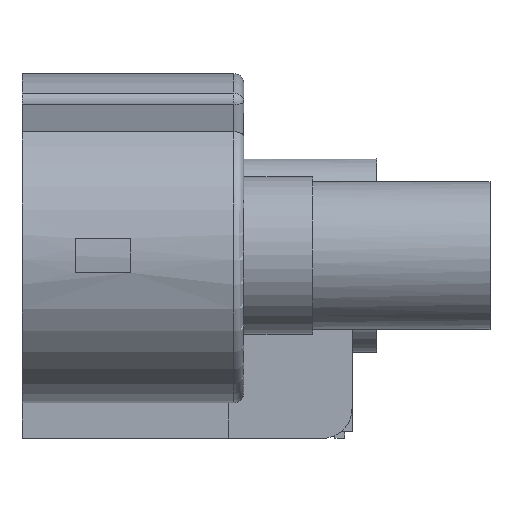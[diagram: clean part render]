
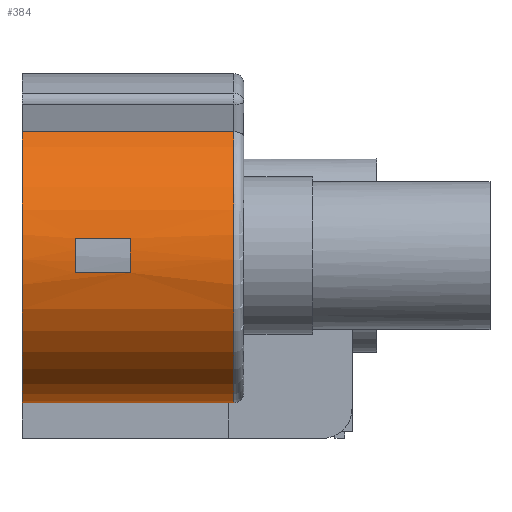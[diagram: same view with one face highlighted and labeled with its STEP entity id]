
A CAD part, left-side view. The second image highlights one B-rep face of the part: STEP entity #384.
In plain terms, the highlighted cylindrical face has radius 14.925 mm (diameter 29.85 mm), a partial arc.
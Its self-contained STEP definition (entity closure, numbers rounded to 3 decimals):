
#79=CYLINDRICAL_SURFACE('',#3745,14.925);
#384=ADVANCED_FACE('',(#612,#613),#79,.T.);
#612=FACE_BOUND('',#751,.T.);
#613=FACE_BOUND('',#752,.T.);
#751=EDGE_LOOP('',(#2295,#2296,#2297,#2298));
#752=EDGE_LOOP('',(#2299,#2300,#2301,#2302));
#1092=LINE('',#5503,#1480);
#1094=LINE('',#5509,#1482);
#1131=LINE('',#5602,#1519);
#1133=LINE('',#5605,#1521);
#1480=VECTOR('',#4430,1.);
#1482=VECTOR('',#4438,1.);
#1519=VECTOR('',#4535,1.);
#1521=VECTOR('',#4539,1.);
#2295=ORIENTED_EDGE('',*,*,#3320,.T.);
#2296=ORIENTED_EDGE('',*,*,#3243,.F.);
#2297=ORIENTED_EDGE('',*,*,#3318,.F.);
#2298=ORIENTED_EDGE('',*,*,#3321,.F.);
#2299=ORIENTED_EDGE('',*,*,#3270,.F.);
#2300=ORIENTED_EDGE('',*,*,#3268,.F.);
#2301=ORIENTED_EDGE('',*,*,#3266,.F.);
#2302=ORIENTED_EDGE('',*,*,#3271,.T.);
#2834=VERTEX_POINT('',#5451);
#2835=VERTEX_POINT('',#5453);
#2843=VERTEX_POINT('',#5496);
#2844=VERTEX_POINT('',#5498);
#2845=VERTEX_POINT('',#5502);
#2846=VERTEX_POINT('',#5506);
#2864=VERTEX_POINT('',#5566);
#2873=VERTEX_POINT('',#5606);
#3243=EDGE_CURVE('',#2834,#2835,#3498,.T.);
#3266=EDGE_CURVE('',#2844,#2843,#3504,.T.);
#3268=EDGE_CURVE('',#2843,#2845,#1092,.T.);
#3270=EDGE_CURVE('',#2845,#2846,#3505,.T.);
#3271=EDGE_CURVE('',#2844,#2846,#1094,.T.);
#3318=EDGE_CURVE('',#2864,#2834,#1131,.T.);
#3320=EDGE_CURVE('',#2873,#2835,#1133,.T.);
#3321=EDGE_CURVE('',#2873,#2864,#3516,.T.);
#3498=CIRCLE('',#3688,14.925);
#3504=CIRCLE('',#3708,14.925);
#3505=CIRCLE('',#3711,14.925);
#3516=CIRCLE('',#3744,14.925);
#3688=AXIS2_PLACEMENT_3D('',#5452,#4368,#4369);
#3708=AXIS2_PLACEMENT_3D('',#5499,#4425,#4426);
#3711=AXIS2_PLACEMENT_3D('',#5507,#4434,#4435);
#3744=AXIS2_PLACEMENT_3D('',#5607,#4540,#4541);
#3745=AXIS2_PLACEMENT_3D('',#5608,#4542,#4543);
#4368=DIRECTION('',(0.,1.,0.));
#4369=DIRECTION('',(0.,0.,-1.));
#4425=DIRECTION('',(0.,1.,0.));
#4426=DIRECTION('',(-0.993,0.,-0.117));
#4430=DIRECTION('',(0.,1.,0.));
#4434=DIRECTION('',(0.,-1.,0.));
#4435=DIRECTION('',(-0.993,0.,0.117));
#4438=DIRECTION('',(0.,1.,0.));
#4535=DIRECTION('',(0.,1.,0.));
#4539=DIRECTION('',(0.,1.,0.));
#4540=DIRECTION('',(0.,-1.,0.));
#4541=DIRECTION('',(-0.54,0.,0.842));
#4542=DIRECTION('',(0.,1.,0.));
#4543=DIRECTION('',(0.003,0.,-1.));
#5451=CARTESIAN_POINT('',(-9.575,22.5,-14.925));
#5452=CARTESIAN_POINT('',(-9.575,22.5,0.));
#5453=CARTESIAN_POINT('',(-17.629,22.5,12.565));
#5496=CARTESIAN_POINT('',(-24.397,11.5,1.75));
#5498=CARTESIAN_POINT('',(-24.397,11.5,-1.75));
#5499=CARTESIAN_POINT('',(-9.575,11.5,0.));
#5502=CARTESIAN_POINT('',(-24.397,17.1,1.75));
#5503=CARTESIAN_POINT('',(-24.397,11.5,1.75));
#5506=CARTESIAN_POINT('',(-24.397,17.1,-1.75));
#5507=CARTESIAN_POINT('',(-9.575,17.1,0.));
#5509=CARTESIAN_POINT('',(-24.397,11.5,-1.75));
#5566=CARTESIAN_POINT('',(-9.575,1.,-14.925));
#5602=CARTESIAN_POINT('',(-9.575,1.,-14.925));
#5605=CARTESIAN_POINT('',(-17.629,1.,12.565));
#5606=CARTESIAN_POINT('',(-17.629,1.,12.565));
#5607=CARTESIAN_POINT('',(-9.575,1.,0.));
#5608=CARTESIAN_POINT('',(-9.575,0.95,0.));
